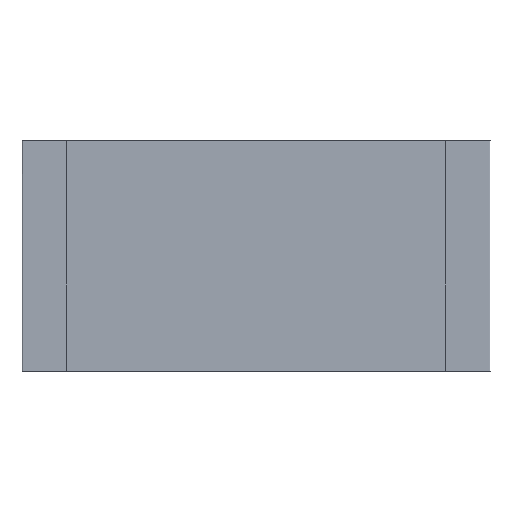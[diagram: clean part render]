
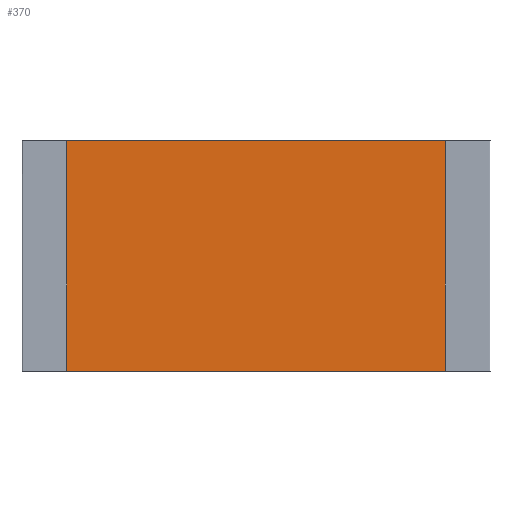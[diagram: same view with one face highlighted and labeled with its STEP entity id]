
A CAD part, top view. The second image highlights one B-rep face of the part: STEP entity #370.
In plain terms, the highlighted planar face has unit normal (0, 0, 1).
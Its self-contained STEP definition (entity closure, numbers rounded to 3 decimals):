
#118 = VERTEX_POINT('',#119);
#119 = CARTESIAN_POINT('',(-2.55,-1.55,0.55));
#144 = EDGE_CURVE('',#145,#118,#147,.T.);
#145 = VERTEX_POINT('',#146);
#146 = CARTESIAN_POINT('',(-2.55,1.55,0.55));
#147 = B_SPLINE_CURVE_WITH_KNOTS('',1,(#148,#149),.UNSPECIFIED.,.F.,.F.,
  (2,2),(-3.1,0.),.PIECEWISE_BEZIER_KNOTS.);
#148 = CARTESIAN_POINT('',(-2.55,1.55,0.55));
#149 = CARTESIAN_POINT('',(-2.55,-1.55,0.55));
#352 = EDGE_CURVE('',#353,#118,#355,.T.);
#353 = VERTEX_POINT('',#354);
#354 = CARTESIAN_POINT('',(2.55,-1.55,0.55));
#355 = B_SPLINE_CURVE_WITH_KNOTS('',1,(#356,#357),.UNSPECIFIED.,.F.,.F.,
  (2,2),(1.15,2.25),.PIECEWISE_BEZIER_KNOTS.);
#356 = CARTESIAN_POINT('',(2.55,-1.55,0.55));
#357 = CARTESIAN_POINT('',(-2.55,-1.55,0.55));
#370 = ADVANCED_FACE('',(#371),#387,.T.);
#371 = FACE_BOUND('',#372,.T.);
#372 = EDGE_LOOP('',(#373,#374,#381,#386));
#373 = ORIENTED_EDGE('',*,*,#352,.F.);
#374 = ORIENTED_EDGE('',*,*,#375,.F.);
#375 = EDGE_CURVE('',#376,#353,#378,.T.);
#376 = VERTEX_POINT('',#377);
#377 = CARTESIAN_POINT('',(2.55,1.55,0.55));
#378 = B_SPLINE_CURVE_WITH_KNOTS('',1,(#379,#380),.UNSPECIFIED.,.F.,.F.,
  (2,2),(-3.1,0.),.PIECEWISE_BEZIER_KNOTS.);
#379 = CARTESIAN_POINT('',(2.55,1.55,0.55));
#380 = CARTESIAN_POINT('',(2.55,-1.55,0.55));
#381 = ORIENTED_EDGE('',*,*,#382,.F.);
#382 = EDGE_CURVE('',#145,#376,#383,.T.);
#383 = B_SPLINE_CURVE_WITH_KNOTS('',1,(#384,#385),.UNSPECIFIED.,.F.,.F.,
  (2,2),(-2.25,-1.15),.PIECEWISE_BEZIER_KNOTS.);
#384 = CARTESIAN_POINT('',(-2.55,1.55,0.55));
#385 = CARTESIAN_POINT('',(2.55,1.55,0.55));
#386 = ORIENTED_EDGE('',*,*,#144,.T.);
#387 = PLANE('',#388);
#388 = AXIS2_PLACEMENT_3D('',#389,#390,#391);
#389 = CARTESIAN_POINT('',(2.55,-1.55,0.55));
#390 = DIRECTION('',(0.,0.,1.));
#391 = DIRECTION('',(1.,0.,0.));
